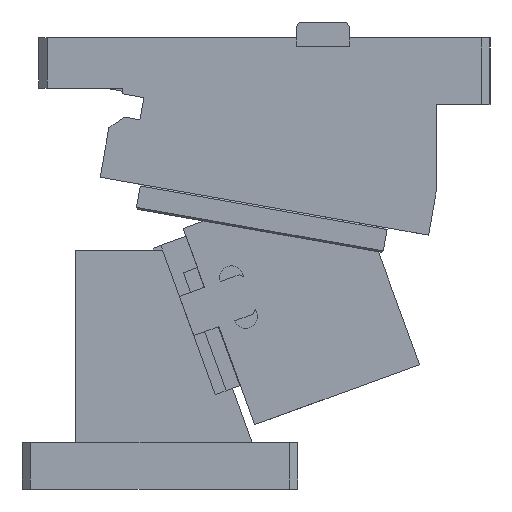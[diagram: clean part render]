
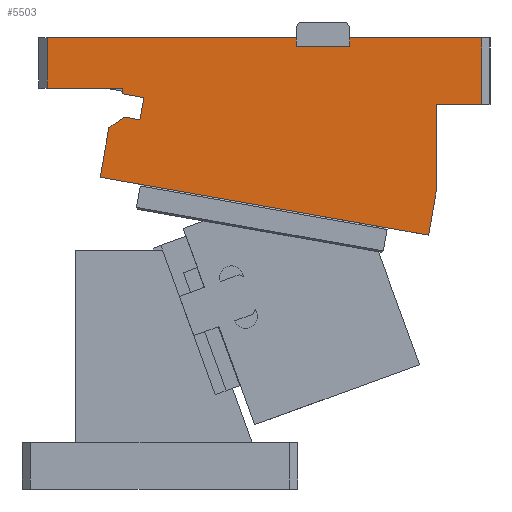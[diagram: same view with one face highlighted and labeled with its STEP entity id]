
A CAD part, front view. The second image highlights one B-rep face of the part: STEP entity #5503.
In plain terms, the highlighted planar face has unit normal (0, -1, 0).
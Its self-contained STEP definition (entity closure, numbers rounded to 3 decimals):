
#4902=CARTESIAN_POINT('Vertex',(60.,0.,240.)) ;
#4906=CARTESIAN_POINT('Control Point',(15.,0.,240.)) ;
#4907=CARTESIAN_POINT('Control Point',(24.,0.,240.)) ;
#4908=CARTESIAN_POINT('Control Point',(33.,0.,240.)) ;
#4909=CARTESIAN_POINT('Control Point',(42.,0.,240.)) ;
#4910=CARTESIAN_POINT('Control Point',(51.,0.,240.)) ;
#4911=CARTESIAN_POINT('Control Point',(60.,0.,240.)) ;
#4912=CARTESIAN_POINT('Vertex',(15.,0.,240.)) ;
#5325=CARTESIAN_POINT('Line Origine',(15.,0.,255.)) ;
#5329=CARTESIAN_POINT('Vertex',(15.,0.,270.)) ;
#5344=CARTESIAN_POINT('Axis2P3D Location',(42.076,0.,124.852)) ;
#5349=CARTESIAN_POINT('Line Origine',(66.471,0.,235.428)) ;
#5353=CARTESIAN_POINT('Vertex',(60.,0.,236.569)) ;
#5355=CARTESIAN_POINT('Vertex',(72.941,0.,234.287)) ;
#5358=CARTESIAN_POINT('Line Origine',(71.77,0.,227.642)) ;
#5362=CARTESIAN_POINT('Vertex',(70.598,0.,220.997)) ;
#5365=CARTESIAN_POINT('Line Origine',(65.92,0.,221.821)) ;
#5369=CARTESIAN_POINT('Vertex',(61.242,0.,222.646)) ;
#5372=CARTESIAN_POINT('Line Origine',(56.609,0.,219.402)) ;
#5376=CARTESIAN_POINT('Vertex',(51.975,0.,216.157)) ;
#5379=CARTESIAN_POINT('Line Origine',(49.37,0.,201.385)) ;
#5383=CARTESIAN_POINT('Vertex',(46.765,0.,186.613)) ;
#5386=CARTESIAN_POINT('Line Origine',(55.382,0.,185.093)) ;
#5390=CARTESIAN_POINT('Vertex',(63.999,0.,183.574)) ;
#5393=CARTESIAN_POINT('Line Origine',(64.984,0.,183.4)) ;
#5397=CARTESIAN_POINT('Vertex',(65.969,0.,183.227)) ;
#5400=CARTESIAN_POINT('Line Origine',(144.754,0.,169.335)) ;
#5404=CARTESIAN_POINT('Vertex',(223.538,0.,155.443)) ;
#5407=CARTESIAN_POINT('Line Origine',(233.386,0.,153.706)) ;
#5411=CARTESIAN_POINT('Vertex',(243.234,0.,151.97)) ;
#5414=CARTESIAN_POINT('Line Origine',(245.617,0.,165.483)) ;
#5418=CARTESIAN_POINT('Vertex',(248.,0.,178.997)) ;
#5421=CARTESIAN_POINT('Line Origine',(248.,0.,204.498)) ;
#5425=CARTESIAN_POINT('Vertex',(248.,0.,230.)) ;
#5428=CARTESIAN_POINT('Line Origine',(261.5,0.,230.)) ;
#5432=CARTESIAN_POINT('Vertex',(275.,0.,230.)) ;
#5435=CARTESIAN_POINT('Line Origine',(275.,0.,250.)) ;
#5439=CARTESIAN_POINT('Vertex',(275.,0.,270.)) ;
#5442=CARTESIAN_POINT('Line Origine',(235.5,0.,270.)) ;
#5446=CARTESIAN_POINT('Vertex',(196.,0.,270.)) ;
#5449=CARTESIAN_POINT('Line Origine',(196.,0.,267.5)) ;
#5453=CARTESIAN_POINT('Vertex',(196.,0.,265.)) ;
#5456=CARTESIAN_POINT('Line Origine',(180.,0.,265.)) ;
#5460=CARTESIAN_POINT('Vertex',(164.,0.,265.)) ;
#5463=CARTESIAN_POINT('Line Origine',(164.,0.,267.5)) ;
#5467=CARTESIAN_POINT('Vertex',(164.,0.,270.)) ;
#5470=CARTESIAN_POINT('Line Origine',(89.5,0.,270.)) ;
#5475=CARTESIAN_POINT('Line Origine',(60.,0.,238.284)) ;
#5326=DIRECTION('Vector Direction',(0.,0.,-1.)) ;
#5345=DIRECTION('Axis2P3D Direction',(0.,-1.,0.)) ;
#5346=DIRECTION('Axis2P3D XDirection',(0.643,0.,-0.766)) ;
#5350=DIRECTION('Vector Direction',(0.985,0.,-0.174)) ;
#5359=DIRECTION('Vector Direction',(-0.174,0.,-0.985)) ;
#5366=DIRECTION('Vector Direction',(-0.985,0.,0.174)) ;
#5373=DIRECTION('Vector Direction',(-0.819,0.,-0.574)) ;
#5380=DIRECTION('Vector Direction',(-0.174,0.,-0.985)) ;
#5387=DIRECTION('Vector Direction',(0.985,0.,-0.174)) ;
#5394=DIRECTION('Vector Direction',(-0.985,0.,0.174)) ;
#5401=DIRECTION('Vector Direction',(-0.985,0.,0.174)) ;
#5408=DIRECTION('Vector Direction',(0.985,0.,-0.174)) ;
#5415=DIRECTION('Vector Direction',(0.174,0.,0.985)) ;
#5422=DIRECTION('Vector Direction',(0.,0.,1.)) ;
#5429=DIRECTION('Vector Direction',(1.,0.,0.)) ;
#5436=DIRECTION('Vector Direction',(0.,0.,1.)) ;
#5443=DIRECTION('Vector Direction',(1.,0.,0.)) ;
#5450=DIRECTION('Vector Direction',(0.,0.,-1.)) ;
#5457=DIRECTION('Vector Direction',(-1.,0.,0.)) ;
#5464=DIRECTION('Vector Direction',(0.,0.,1.)) ;
#5471=DIRECTION('Vector Direction',(1.,0.,0.)) ;
#5476=DIRECTION('Vector Direction',(0.,0.,1.)) ;
#5347=AXIS2_PLACEMENT_3D('Plane Axis2P3D',#5344,#5345,#5346) ;
#5481=ORIENTED_EDGE('',*,*,#5357,.T.) ;
#5482=ORIENTED_EDGE('',*,*,#5364,.T.) ;
#5483=ORIENTED_EDGE('',*,*,#5371,.F.) ;
#5484=ORIENTED_EDGE('',*,*,#5378,.F.) ;
#5485=ORIENTED_EDGE('',*,*,#5385,.T.) ;
#5486=ORIENTED_EDGE('',*,*,#5392,.T.) ;
#5487=ORIENTED_EDGE('',*,*,#5399,.F.) ;
#5488=ORIENTED_EDGE('',*,*,#5406,.F.) ;
#5489=ORIENTED_EDGE('',*,*,#5413,.T.) ;
#5490=ORIENTED_EDGE('',*,*,#5420,.T.) ;
#5491=ORIENTED_EDGE('',*,*,#5427,.T.) ;
#5492=ORIENTED_EDGE('',*,*,#5434,.T.) ;
#5493=ORIENTED_EDGE('',*,*,#5441,.T.) ;
#5494=ORIENTED_EDGE('',*,*,#5448,.F.) ;
#5495=ORIENTED_EDGE('',*,*,#5455,.T.) ;
#5496=ORIENTED_EDGE('',*,*,#5462,.T.) ;
#5497=ORIENTED_EDGE('',*,*,#5469,.T.) ;
#5498=ORIENTED_EDGE('',*,*,#5474,.F.) ;
#5499=ORIENTED_EDGE('',*,*,#5331,.T.) ;
#5500=ORIENTED_EDGE('',*,*,#4914,.F.) ;
#5501=ORIENTED_EDGE('',*,*,#5479,.F.) ;
#5327=VECTOR('Line Direction',#5326,1.) ;
#5351=VECTOR('Line Direction',#5350,1.) ;
#5360=VECTOR('Line Direction',#5359,1.) ;
#5367=VECTOR('Line Direction',#5366,1.) ;
#5374=VECTOR('Line Direction',#5373,1.) ;
#5381=VECTOR('Line Direction',#5380,1.) ;
#5388=VECTOR('Line Direction',#5387,1.) ;
#5395=VECTOR('Line Direction',#5394,1.) ;
#5402=VECTOR('Line Direction',#5401,1.) ;
#5409=VECTOR('Line Direction',#5408,1.) ;
#5416=VECTOR('Line Direction',#5415,1.) ;
#5423=VECTOR('Line Direction',#5422,1.) ;
#5430=VECTOR('Line Direction',#5429,1.) ;
#5437=VECTOR('Line Direction',#5436,1.) ;
#5444=VECTOR('Line Direction',#5443,1.) ;
#5451=VECTOR('Line Direction',#5450,1.) ;
#5458=VECTOR('Line Direction',#5457,1.) ;
#5465=VECTOR('Line Direction',#5464,1.) ;
#5472=VECTOR('Line Direction',#5471,1.) ;
#5477=VECTOR('Line Direction',#5476,1.) ;
#5503=ADVANCED_FACE('CAM HOLDER',(#5502),#5348,.T.) ;
#4905=B_SPLINE_CURVE_WITH_KNOTS('',5,(#4906,#4907,#4908,#4909,#4910,#4911),.UNSPECIFIED.,.F.,.U.,(6,6),(0.,45.),.UNSPECIFIED.) ;
#4914=EDGE_CURVE('',#4903,#4913,#4905,.F.) ;
#5331=EDGE_CURVE('',#5330,#4913,#5328,.T.) ;
#5357=EDGE_CURVE('',#5354,#5356,#5352,.T.) ;
#5364=EDGE_CURVE('',#5356,#5363,#5361,.T.) ;
#5371=EDGE_CURVE('',#5370,#5363,#5368,.F.) ;
#5378=EDGE_CURVE('',#5377,#5370,#5375,.F.) ;
#5385=EDGE_CURVE('',#5377,#5384,#5382,.T.) ;
#5392=EDGE_CURVE('',#5384,#5391,#5389,.T.) ;
#5399=EDGE_CURVE('',#5398,#5391,#5396,.T.) ;
#5406=EDGE_CURVE('',#5405,#5398,#5403,.T.) ;
#5413=EDGE_CURVE('',#5405,#5412,#5410,.T.) ;
#5420=EDGE_CURVE('',#5412,#5419,#5417,.T.) ;
#5427=EDGE_CURVE('',#5419,#5426,#5424,.T.) ;
#5434=EDGE_CURVE('',#5426,#5433,#5431,.T.) ;
#5441=EDGE_CURVE('',#5433,#5440,#5438,.T.) ;
#5448=EDGE_CURVE('',#5447,#5440,#5445,.T.) ;
#5455=EDGE_CURVE('',#5447,#5454,#5452,.T.) ;
#5462=EDGE_CURVE('',#5454,#5461,#5459,.T.) ;
#5469=EDGE_CURVE('',#5461,#5468,#5466,.T.) ;
#5474=EDGE_CURVE('',#5330,#5468,#5473,.T.) ;
#5479=EDGE_CURVE('',#5354,#4903,#5478,.T.) ;
#5480=EDGE_LOOP('',(#5481,#5482,#5483,#5484,#5485,#5486,#5487,#5488,#5489,#5490,#5491,#5492,#5493,#5494,#5495,#5496,#5497,#5498,#5499,#5500,#5501)) ;
#5502=FACE_OUTER_BOUND('',#5480,.T.) ;
#5328=LINE('Line',#5325,#5327) ;
#5352=LINE('Line',#5349,#5351) ;
#5361=LINE('Line',#5358,#5360) ;
#5368=LINE('Line',#5365,#5367) ;
#5375=LINE('Line',#5372,#5374) ;
#5382=LINE('Line',#5379,#5381) ;
#5389=LINE('Line',#5386,#5388) ;
#5396=LINE('Line',#5393,#5395) ;
#5403=LINE('Line',#5400,#5402) ;
#5410=LINE('Line',#5407,#5409) ;
#5417=LINE('Line',#5414,#5416) ;
#5424=LINE('Line',#5421,#5423) ;
#5431=LINE('Line',#5428,#5430) ;
#5438=LINE('Line',#5435,#5437) ;
#5445=LINE('Line',#5442,#5444) ;
#5452=LINE('Line',#5449,#5451) ;
#5459=LINE('Line',#5456,#5458) ;
#5466=LINE('Line',#5463,#5465) ;
#5473=LINE('Line',#5470,#5472) ;
#5478=LINE('Line',#5475,#5477) ;
#5348=PLANE('Plane',#5347) ;
#4903=VERTEX_POINT('',#4902) ;
#4913=VERTEX_POINT('',#4912) ;
#5330=VERTEX_POINT('',#5329) ;
#5354=VERTEX_POINT('',#5353) ;
#5356=VERTEX_POINT('',#5355) ;
#5363=VERTEX_POINT('',#5362) ;
#5370=VERTEX_POINT('',#5369) ;
#5377=VERTEX_POINT('',#5376) ;
#5384=VERTEX_POINT('',#5383) ;
#5391=VERTEX_POINT('',#5390) ;
#5398=VERTEX_POINT('',#5397) ;
#5405=VERTEX_POINT('',#5404) ;
#5412=VERTEX_POINT('',#5411) ;
#5419=VERTEX_POINT('',#5418) ;
#5426=VERTEX_POINT('',#5425) ;
#5433=VERTEX_POINT('',#5432) ;
#5440=VERTEX_POINT('',#5439) ;
#5447=VERTEX_POINT('',#5446) ;
#5454=VERTEX_POINT('',#5453) ;
#5461=VERTEX_POINT('',#5460) ;
#5468=VERTEX_POINT('',#5467) ;
